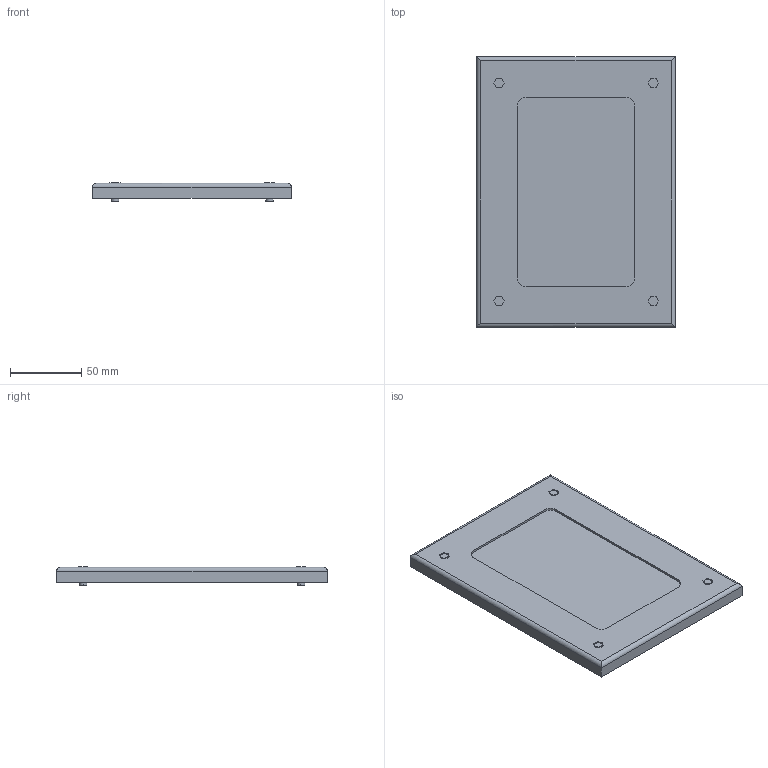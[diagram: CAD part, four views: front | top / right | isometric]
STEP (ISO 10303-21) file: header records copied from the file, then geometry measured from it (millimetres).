
FILE_DESCRIPTION (( 'STEP AP214' ), '1' );
FILE_NAME ('SCE-PWK53NF.STEP', '2023-08-11T15:21:47', ( '' ), ( '' ), 'SwSTEP 2.0', 'SolidWorks 2021', '' );
FILE_SCHEMA (( 'AUTOMOTIVE_DESIGN' ));
Length unit declared in the file: inch
Products named in the file (1): SCE-PWK53NF
Bounding box: 139.97 x 190.5 x 12.7 mm (x, y, z)
Volume: 178721 mm3; surface area: 98934.6 mm2
Topology: 6 solids, 6 shells, 109 faces, 252 edges, 164 vertices
Faces by surface type: plane 61, cylinder 40, cone 8
Full cylindrical faces by diameter (mm): 5.42 x4
Entity records: 3201 total; most frequent: DIRECTION 544, CARTESIAN_POINT 534, ORIENTED_EDGE 496, EDGE_CURVE 248, AXIS2_PLACEMENT_3D 190, LINE 164, VECTOR 164, VERTEX_POINT 164
